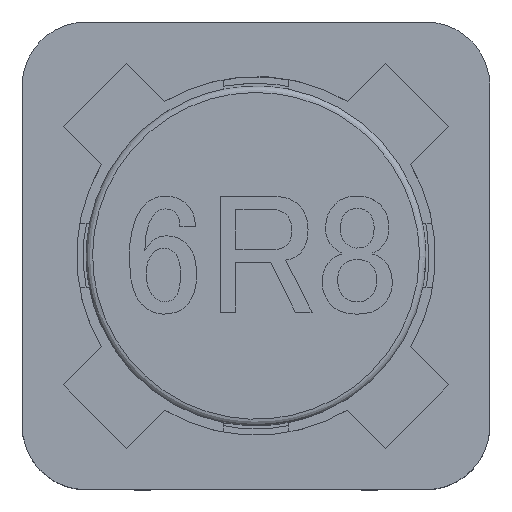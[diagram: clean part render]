
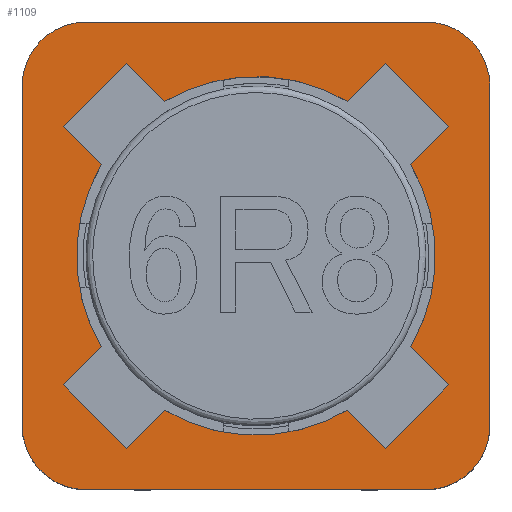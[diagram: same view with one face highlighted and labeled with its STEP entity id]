
A CAD part, top view. The second image highlights one B-rep face of the part: STEP entity #1109.
In plain terms, the highlighted free-form (B-spline) face has degree [1, 1] with [2, 2] control points.
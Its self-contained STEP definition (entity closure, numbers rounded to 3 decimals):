
#567=CARTESIAN_POINT('',(2.412,-1.422,3.1));
#568=VERTEX_POINT('',#567);
#569=CARTESIAN_POINT('',(2.412,1.422,3.1));
#570=VERTEX_POINT('',#569);
#571=CARTESIAN_POINT('',(2.412,-1.422,3.1));
#572=CARTESIAN_POINT('',(3.25,0.,3.1));
#573=CARTESIAN_POINT('',(2.412,1.422,3.1));
#574=(BOUNDED_CURVE()B_SPLINE_CURVE(2,(#571,#572,#573),.CIRCULAR_ARC.,.F.,.U.)B_SPLINE_CURVE_WITH_KNOTS((3,3),(0.,1.),.UNSPECIFIED.)CURVE()GEOMETRIC_REPRESENTATION_ITEM()RATIONAL_B_SPLINE_CURVE((1.,0.861,1.))REPRESENTATION_ITEM(''));
#575=EDGE_CURVE('',#568,#570,#574,.T.);
#605=CARTESIAN_POINT('',(3.005,2.015,3.1));
#606=VERTEX_POINT('',#605);
#607=CARTESIAN_POINT('',(2.412,1.422,3.1));
#608=CARTESIAN_POINT('',(3.005,2.015,3.1));
#609=B_SPLINE_CURVE_WITH_KNOTS('',1,(#607,#608),.POLYLINE_FORM.,.F.,.U.,(2,2),(0.,1.),.UNSPECIFIED.);
#610=EDGE_CURVE('',#570,#606,#609,.T.);
#633=CARTESIAN_POINT('',(2.015,3.005,3.1));
#634=VERTEX_POINT('',#633);
#635=CARTESIAN_POINT('',(3.005,2.015,3.1));
#636=CARTESIAN_POINT('',(2.015,3.005,3.1));
#637=B_SPLINE_CURVE_WITH_KNOTS('',1,(#635,#636),.POLYLINE_FORM.,.F.,.U.,(2,2),(0.,1.),.UNSPECIFIED.);
#638=EDGE_CURVE('',#606,#634,#637,.T.);
#661=CARTESIAN_POINT('',(1.422,2.412,3.1));
#662=VERTEX_POINT('',#661);
#663=CARTESIAN_POINT('',(2.015,3.005,3.1));
#664=CARTESIAN_POINT('',(1.422,2.412,3.1));
#665=B_SPLINE_CURVE_WITH_KNOTS('',1,(#663,#664),.POLYLINE_FORM.,.F.,.U.,(2,2),(0.,1.),.UNSPECIFIED.);
#666=EDGE_CURVE('',#634,#662,#665,.T.);
#691=CARTESIAN_POINT('',(-1.422,2.412,3.1));
#692=VERTEX_POINT('',#691);
#693=CARTESIAN_POINT('',(1.422,2.412,3.1));
#694=CARTESIAN_POINT('',(0.,3.25,3.1));
#695=CARTESIAN_POINT('',(-1.422,2.412,3.1));
#696=(BOUNDED_CURVE()B_SPLINE_CURVE(2,(#693,#694,#695),.CIRCULAR_ARC.,.F.,.U.)B_SPLINE_CURVE_WITH_KNOTS((3,3),(0.,1.),.UNSPECIFIED.)CURVE()GEOMETRIC_REPRESENTATION_ITEM()RATIONAL_B_SPLINE_CURVE((1.,0.861,1.))REPRESENTATION_ITEM(''));
#697=EDGE_CURVE('',#662,#692,#696,.T.);
#721=CARTESIAN_POINT('',(-2.015,3.005,3.1));
#722=VERTEX_POINT('',#721);
#723=CARTESIAN_POINT('',(-1.422,2.412,3.1));
#724=CARTESIAN_POINT('',(-2.015,3.005,3.1));
#725=B_SPLINE_CURVE_WITH_KNOTS('',1,(#723,#724),.POLYLINE_FORM.,.F.,.U.,(2,2),(0.,1.),.UNSPECIFIED.);
#726=EDGE_CURVE('',#692,#722,#725,.T.);
#749=CARTESIAN_POINT('',(-3.005,2.015,3.1));
#750=VERTEX_POINT('',#749);
#751=CARTESIAN_POINT('',(-2.015,3.005,3.1));
#752=CARTESIAN_POINT('',(-3.005,2.015,3.1));
#753=B_SPLINE_CURVE_WITH_KNOTS('',1,(#751,#752),.POLYLINE_FORM.,.F.,.U.,(2,2),(0.,1.),.UNSPECIFIED.);
#754=EDGE_CURVE('',#722,#750,#753,.T.);
#777=CARTESIAN_POINT('',(-2.412,1.422,3.1));
#778=VERTEX_POINT('',#777);
#779=CARTESIAN_POINT('',(-3.005,2.015,3.1));
#780=CARTESIAN_POINT('',(-2.412,1.422,3.1));
#781=B_SPLINE_CURVE_WITH_KNOTS('',1,(#779,#780),.POLYLINE_FORM.,.F.,.U.,(2,2),(0.,1.),.UNSPECIFIED.);
#782=EDGE_CURVE('',#750,#778,#781,.T.);
#807=CARTESIAN_POINT('',(-2.412,-1.422,3.1));
#808=VERTEX_POINT('',#807);
#809=CARTESIAN_POINT('',(-2.412,1.422,3.1));
#810=CARTESIAN_POINT('',(-3.25,0.,3.1));
#811=CARTESIAN_POINT('',(-2.412,-1.422,3.1));
#812=(BOUNDED_CURVE()B_SPLINE_CURVE(2,(#809,#810,#811),.CIRCULAR_ARC.,.F.,.U.)B_SPLINE_CURVE_WITH_KNOTS((3,3),(0.,1.),.UNSPECIFIED.)CURVE()GEOMETRIC_REPRESENTATION_ITEM()RATIONAL_B_SPLINE_CURVE((1.,0.861,1.))REPRESENTATION_ITEM(''));
#813=EDGE_CURVE('',#778,#808,#812,.T.);
#837=CARTESIAN_POINT('',(-3.005,-2.015,3.1));
#838=VERTEX_POINT('',#837);
#839=CARTESIAN_POINT('',(-2.412,-1.422,3.1));
#840=CARTESIAN_POINT('',(-3.005,-2.015,3.1));
#841=B_SPLINE_CURVE_WITH_KNOTS('',1,(#839,#840),.POLYLINE_FORM.,.F.,.U.,(2,2),(0.,1.),.UNSPECIFIED.);
#842=EDGE_CURVE('',#808,#838,#841,.T.);
#865=CARTESIAN_POINT('',(-2.015,-3.005,3.1));
#866=VERTEX_POINT('',#865);
#867=CARTESIAN_POINT('',(-3.005,-2.015,3.1));
#868=CARTESIAN_POINT('',(-2.015,-3.005,3.1));
#869=B_SPLINE_CURVE_WITH_KNOTS('',1,(#867,#868),.POLYLINE_FORM.,.F.,.U.,(2,2),(0.,1.),.UNSPECIFIED.);
#870=EDGE_CURVE('',#838,#866,#869,.T.);
#893=CARTESIAN_POINT('',(-1.422,-2.412,3.1));
#894=VERTEX_POINT('',#893);
#895=CARTESIAN_POINT('',(-2.015,-3.005,3.1));
#896=CARTESIAN_POINT('',(-1.422,-2.412,3.1));
#897=B_SPLINE_CURVE_WITH_KNOTS('',1,(#895,#896),.POLYLINE_FORM.,.F.,.U.,(2,2),(0.,1.),.UNSPECIFIED.);
#898=EDGE_CURVE('',#866,#894,#897,.T.);
#923=CARTESIAN_POINT('',(1.422,-2.412,3.1));
#924=VERTEX_POINT('',#923);
#925=CARTESIAN_POINT('',(-1.422,-2.412,3.1));
#926=CARTESIAN_POINT('',(0.,-3.25,3.1));
#927=CARTESIAN_POINT('',(1.422,-2.412,3.1));
#928=(BOUNDED_CURVE()B_SPLINE_CURVE(2,(#925,#926,#927),.CIRCULAR_ARC.,.F.,.U.)B_SPLINE_CURVE_WITH_KNOTS((3,3),(0.,1.),.UNSPECIFIED.)CURVE()GEOMETRIC_REPRESENTATION_ITEM()RATIONAL_B_SPLINE_CURVE((1.,0.861,1.))REPRESENTATION_ITEM(''));
#929=EDGE_CURVE('',#894,#924,#928,.T.);
#953=CARTESIAN_POINT('',(2.015,-3.005,3.1));
#954=VERTEX_POINT('',#953);
#955=CARTESIAN_POINT('',(1.422,-2.412,3.1));
#956=CARTESIAN_POINT('',(2.015,-3.005,3.1));
#957=B_SPLINE_CURVE_WITH_KNOTS('',1,(#955,#956),.POLYLINE_FORM.,.F.,.U.,(2,2),(0.,1.),.UNSPECIFIED.);
#958=EDGE_CURVE('',#924,#954,#957,.T.);
#981=CARTESIAN_POINT('',(3.005,-2.015,3.1));
#982=VERTEX_POINT('',#981);
#983=CARTESIAN_POINT('',(2.015,-3.005,3.1));
#984=CARTESIAN_POINT('',(3.005,-2.015,3.1));
#985=B_SPLINE_CURVE_WITH_KNOTS('',1,(#983,#984),.POLYLINE_FORM.,.F.,.U.,(2,2),(0.,1.),.UNSPECIFIED.);
#986=EDGE_CURVE('',#954,#982,#985,.T.);
#1009=CARTESIAN_POINT('',(3.005,-2.015,3.1));
#1010=CARTESIAN_POINT('',(2.412,-1.422,3.1));
#1011=B_SPLINE_CURVE_WITH_KNOTS('',1,(#1009,#1010),.POLYLINE_FORM.,.F.,.U.,(2,2),(0.,1.),.UNSPECIFIED.);
#1012=EDGE_CURVE('',#982,#568,#1011,.T.);
#1024=CARTESIAN_POINT('',(-4.015,-4.015,3.1));
#1025=CARTESIAN_POINT('',(-4.015,4.015,3.1));
#1026=CARTESIAN_POINT('',(4.015,-4.015,3.1));
#1027=CARTESIAN_POINT('',(4.015,4.015,3.1));
#1028=B_SPLINE_SURFACE_WITH_KNOTS('',1,1,((#1024,#1025),(#1026,#1027)),.PLANE_SURF.,.F.,.F.,.U.,(2,2),(2,2),(0.,1.),(0.,1.),.UNSPECIFIED.);
#1029=CARTESIAN_POINT('',(-2.65,-3.65,3.1));
#1030=VERTEX_POINT('',#1029);
#1031=CARTESIAN_POINT('',(2.65,-3.65,3.1));
#1032=VERTEX_POINT('',#1031);
#1033=CARTESIAN_POINT('',(-2.65,-3.65,3.1));
#1034=CARTESIAN_POINT('',(2.65,-3.65,3.1));
#1035=B_SPLINE_CURVE_WITH_KNOTS('',1,(#1033,#1034),.POLYLINE_FORM.,.F.,.U.,(2,2),(0.,1.),.UNSPECIFIED.);
#1036=EDGE_CURVE('',#1030,#1032,#1035,.T.);
#1037=ORIENTED_EDGE('',*,*,#1036,.T.);
#1038=CARTESIAN_POINT('',(3.65,-2.65,3.1));
#1039=VERTEX_POINT('',#1038);
#1040=CARTESIAN_POINT('',(2.65,-3.65,3.1));
#1041=CARTESIAN_POINT('',(3.65,-3.65,3.1));
#1042=CARTESIAN_POINT('',(3.65,-2.65,3.1));
#1043=(BOUNDED_CURVE()B_SPLINE_CURVE(2,(#1040,#1041,#1042),.CIRCULAR_ARC.,.F.,.U.)B_SPLINE_CURVE_WITH_KNOTS((3,3),(0.,1.),.UNSPECIFIED.)CURVE()GEOMETRIC_REPRESENTATION_ITEM()RATIONAL_B_SPLINE_CURVE((1.,0.707,1.))REPRESENTATION_ITEM(''));
#1044=EDGE_CURVE('',#1032,#1039,#1043,.T.);
#1045=ORIENTED_EDGE('',*,*,#1044,.T.);
#1046=CARTESIAN_POINT('',(3.65,2.65,3.1));
#1047=VERTEX_POINT('',#1046);
#1048=CARTESIAN_POINT('',(3.65,-2.65,3.1));
#1049=CARTESIAN_POINT('',(3.65,2.65,3.1));
#1050=B_SPLINE_CURVE_WITH_KNOTS('',1,(#1048,#1049),.POLYLINE_FORM.,.F.,.U.,(2,2),(0.,1.),.UNSPECIFIED.);
#1051=EDGE_CURVE('',#1039,#1047,#1050,.T.);
#1052=ORIENTED_EDGE('',*,*,#1051,.T.);
#1053=CARTESIAN_POINT('',(2.65,3.65,3.1));
#1054=VERTEX_POINT('',#1053);
#1055=CARTESIAN_POINT('',(3.65,2.65,3.1));
#1056=CARTESIAN_POINT('',(3.65,3.65,3.1));
#1057=CARTESIAN_POINT('',(2.65,3.65,3.1));
#1058=(BOUNDED_CURVE()B_SPLINE_CURVE(2,(#1055,#1056,#1057),.CIRCULAR_ARC.,.F.,.U.)B_SPLINE_CURVE_WITH_KNOTS((3,3),(0.,1.),.UNSPECIFIED.)CURVE()GEOMETRIC_REPRESENTATION_ITEM()RATIONAL_B_SPLINE_CURVE((1.,0.707,1.))REPRESENTATION_ITEM(''));
#1059=EDGE_CURVE('',#1047,#1054,#1058,.T.);
#1060=ORIENTED_EDGE('',*,*,#1059,.T.);
#1061=CARTESIAN_POINT('',(-2.65,3.65,3.1));
#1062=VERTEX_POINT('',#1061);
#1063=CARTESIAN_POINT('',(2.65,3.65,3.1));
#1064=CARTESIAN_POINT('',(-2.65,3.65,3.1));
#1065=B_SPLINE_CURVE_WITH_KNOTS('',1,(#1063,#1064),.POLYLINE_FORM.,.F.,.U.,(2,2),(0.,1.),.UNSPECIFIED.);
#1066=EDGE_CURVE('',#1054,#1062,#1065,.T.);
#1067=ORIENTED_EDGE('',*,*,#1066,.T.);
#1068=CARTESIAN_POINT('',(-3.65,2.65,3.1));
#1069=VERTEX_POINT('',#1068);
#1070=CARTESIAN_POINT('',(-2.65,3.65,3.1));
#1071=CARTESIAN_POINT('',(-3.65,3.65,3.1));
#1072=CARTESIAN_POINT('',(-3.65,2.65,3.1));
#1073=(BOUNDED_CURVE()B_SPLINE_CURVE(2,(#1070,#1071,#1072),.CIRCULAR_ARC.,.F.,.U.)B_SPLINE_CURVE_WITH_KNOTS((3,3),(0.,1.),.UNSPECIFIED.)CURVE()GEOMETRIC_REPRESENTATION_ITEM()RATIONAL_B_SPLINE_CURVE((1.,0.707,1.))REPRESENTATION_ITEM(''));
#1074=EDGE_CURVE('',#1062,#1069,#1073,.T.);
#1075=ORIENTED_EDGE('',*,*,#1074,.T.);
#1076=CARTESIAN_POINT('',(-3.65,-2.65,3.1));
#1077=VERTEX_POINT('',#1076);
#1078=CARTESIAN_POINT('',(-3.65,2.65,3.1));
#1079=CARTESIAN_POINT('',(-3.65,-2.65,3.1));
#1080=B_SPLINE_CURVE_WITH_KNOTS('',1,(#1078,#1079),.POLYLINE_FORM.,.F.,.U.,(2,2),(0.,1.),.UNSPECIFIED.);
#1081=EDGE_CURVE('',#1069,#1077,#1080,.T.);
#1082=ORIENTED_EDGE('',*,*,#1081,.T.);
#1083=CARTESIAN_POINT('',(-3.65,-2.65,3.1));
#1084=CARTESIAN_POINT('',(-3.65,-3.65,3.1));
#1085=CARTESIAN_POINT('',(-2.65,-3.65,3.1));
#1086=(BOUNDED_CURVE()B_SPLINE_CURVE(2,(#1083,#1084,#1085),.CIRCULAR_ARC.,.F.,.U.)B_SPLINE_CURVE_WITH_KNOTS((3,3),(0.,1.),.UNSPECIFIED.)CURVE()GEOMETRIC_REPRESENTATION_ITEM()RATIONAL_B_SPLINE_CURVE((1.,0.707,1.))REPRESENTATION_ITEM(''));
#1087=EDGE_CURVE('',#1077,#1030,#1086,.T.);
#1088=ORIENTED_EDGE('',*,*,#1087,.T.);
#1089=EDGE_LOOP('',(#1037,#1045,#1052,#1060,#1067,#1075,#1082,#1088));
#1090=FACE_OUTER_BOUND('',#1089,.T.);
#1091=ORIENTED_EDGE('',*,*,#813,.F.);
#1092=ORIENTED_EDGE('',*,*,#782,.F.);
#1093=ORIENTED_EDGE('',*,*,#754,.F.);
#1094=ORIENTED_EDGE('',*,*,#726,.F.);
#1095=ORIENTED_EDGE('',*,*,#697,.F.);
#1096=ORIENTED_EDGE('',*,*,#666,.F.);
#1097=ORIENTED_EDGE('',*,*,#638,.F.);
#1098=ORIENTED_EDGE('',*,*,#610,.F.);
#1099=ORIENTED_EDGE('',*,*,#575,.F.);
#1100=ORIENTED_EDGE('',*,*,#1012,.F.);
#1101=ORIENTED_EDGE('',*,*,#986,.F.);
#1102=ORIENTED_EDGE('',*,*,#958,.F.);
#1103=ORIENTED_EDGE('',*,*,#929,.F.);
#1104=ORIENTED_EDGE('',*,*,#898,.F.);
#1105=ORIENTED_EDGE('',*,*,#870,.F.);
#1106=ORIENTED_EDGE('',*,*,#842,.F.);
#1107=EDGE_LOOP('',(#1091,#1092,#1093,#1094,#1095,#1096,#1097,#1098,#1099,#1100,#1101,#1102,#1103,#1104,#1105,#1106));
#1108=FACE_BOUND('',#1107,.T.);
#1109=ADVANCED_FACE('',(#1090,#1108),#1028,.T.);
